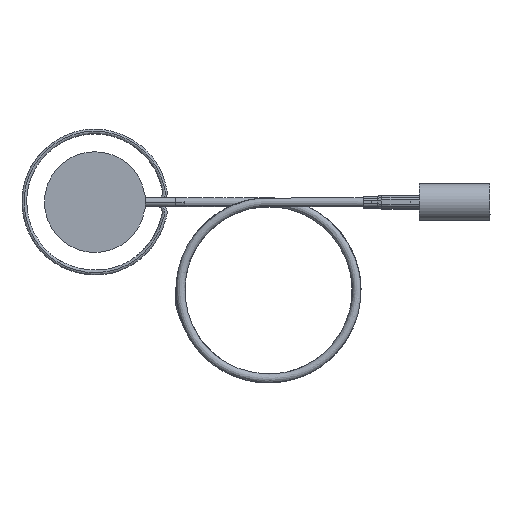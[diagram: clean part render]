
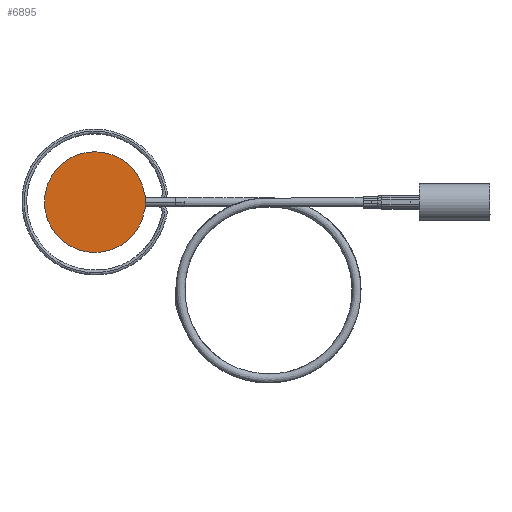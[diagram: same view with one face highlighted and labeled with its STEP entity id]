
A CAD part, front view. The second image highlights one B-rep face of the part: STEP entity #6895.
In plain terms, the highlighted planar face has unit normal (0, -1, 0).
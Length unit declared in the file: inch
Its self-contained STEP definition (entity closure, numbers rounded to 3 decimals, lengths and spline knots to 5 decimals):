
#247 = DIRECTION ( 'NONE',  ( 0., 0., 1. ) ) ;
#298 = CARTESIAN_POINT ( 'NONE',  ( 0.56239, 0., -0.098 ) ) ;
#368 = LINE ( 'NONE', #16084, #22827 ) ;
#2007 = CARTESIAN_POINT ( 'NONE',  ( 0., 0., 0. ) ) ;
#2961 = AXIS2_PLACEMENT_3D ( 'NONE', #20791, #9315, #25052 ) ;
#3706 = LINE ( 'NONE', #21055, #8653 ) ;
#4176 = CARTESIAN_POINT ( 'NONE',  ( 0., 0., -0.57087 ) ) ;
#4860 = EDGE_CURVE ( 'NONE', #24779, #24671, #13818, .T. ) ;
#6895 = ADVANCED_FACE ( 'NONE', ( #14367 ), #23714, .F. ) ;
#7567 = AXIS2_PLACEMENT_3D ( 'NONE', #2007, #21637, #9709 ) ;
#8383 = CARTESIAN_POINT ( 'NONE',  ( 0.56659, 0., -0.098 ) ) ;
#8653 = VECTOR ( 'NONE', #9228, 39.37008 ) ;
#8971 = EDGE_CURVE ( 'NONE', #24671, #18029, #16158, .T. ) ;
#9228 = DIRECTION ( 'NONE',  ( 1., 0., 0. ) ) ;
#9315 = DIRECTION ( 'NONE',  ( 0., 1., 0. ) ) ;
#9709 = DIRECTION ( 'NONE',  ( 0., 0., 1. ) ) ;
#11455 = EDGE_CURVE ( 'NONE', #24779, #22638, #368, .T. ) ;
#11683 = EDGE_LOOP ( 'NONE', ( #21897, #13579, #12130, #23793, #20768, #21097 ) ) ;
#12130 = ORIENTED_EDGE ( 'NONE', *, *, #21306, .F. ) ;
#12957 = DIRECTION ( 'NONE',  ( 0., 1., 0. ) ) ;
#13579 = ORIENTED_EDGE ( 'NONE', *, *, #17587, .F. ) ;
#13705 = VERTEX_POINT ( 'NONE', #15228 ) ;
#13818 = CIRCLE ( 'NONE', #14082, 0.57087 ) ;
#14082 = AXIS2_PLACEMENT_3D ( 'NONE', #23769, #19952, #20035 ) ;
#14367 = FACE_OUTER_BOUND ( 'NONE', #11683, .T. ) ;
#14687 = DIRECTION ( 'NONE',  ( 0., 0., 1. ) ) ;
#15228 = CARTESIAN_POINT ( 'NONE',  ( 0.56659, 0., 0.098 ) ) ;
#15367 = CARTESIAN_POINT ( 'NONE',  ( 0., 0., 0.57087 ) ) ;
#15988 = DIRECTION ( 'NONE',  ( 1., 0., 0. ) ) ;
#16084 = CARTESIAN_POINT ( 'NONE',  ( 0.225, 0., -0.098 ) ) ;
#16148 = CIRCLE ( 'NONE', #24886, 0.575 ) ;
#16158 = CIRCLE ( 'NONE', #18401, 0.57087 ) ;
#17587 = EDGE_CURVE ( 'NONE', #13705, #22638, #16148, .T. ) ;
#18028 = CARTESIAN_POINT ( 'NONE',  ( 0.56239, 0., 0.098 ) ) ;
#18029 = VERTEX_POINT ( 'NONE', #15367 ) ;
#18401 = AXIS2_PLACEMENT_3D ( 'NONE', #23995, #22004, #247 ) ;
#18626 = CARTESIAN_POINT ( 'NONE',  ( 0., 0., 0. ) ) ;
#19952 = DIRECTION ( 'NONE',  ( 0., 1., 0. ) ) ;
#20035 = DIRECTION ( 'NONE',  ( 0., 0., 1. ) ) ;
#20571 = VERTEX_POINT ( 'NONE', #18028 ) ;
#20768 = ORIENTED_EDGE ( 'NONE', *, *, #8971, .F. ) ;
#20791 = CARTESIAN_POINT ( 'NONE',  ( 0., 0., 0. ) ) ;
#21055 = CARTESIAN_POINT ( 'NONE',  ( 0.225, 0., 0.098 ) ) ;
#21097 = ORIENTED_EDGE ( 'NONE', *, *, #4860, .F. ) ;
#21306 = EDGE_CURVE ( 'NONE', #20571, #13705, #3706, .T. ) ;
#21423 = EDGE_CURVE ( 'NONE', #18029, #20571, #24034, .T. ) ;
#21637 = DIRECTION ( 'NONE',  ( 0., 1., 0. ) ) ;
#21897 = ORIENTED_EDGE ( 'NONE', *, *, #11455, .T. ) ;
#22004 = DIRECTION ( 'NONE',  ( 0., 1., 0. ) ) ;
#22638 = VERTEX_POINT ( 'NONE', #8383 ) ;
#22827 = VECTOR ( 'NONE', #15988, 39.37008 ) ;
#23714 = PLANE ( 'NONE',  #7567 ) ;
#23769 = CARTESIAN_POINT ( 'NONE',  ( 0., 0., 0. ) ) ;
#23793 = ORIENTED_EDGE ( 'NONE', *, *, #21423, .F. ) ;
#23995 = CARTESIAN_POINT ( 'NONE',  ( 0., 0., 0. ) ) ;
#24034 = CIRCLE ( 'NONE', #2961, 0.57087 ) ;
#24671 = VERTEX_POINT ( 'NONE', #4176 ) ;
#24779 = VERTEX_POINT ( 'NONE', #298 ) ;
#24886 = AXIS2_PLACEMENT_3D ( 'NONE', #18626, #12957, #14687 ) ;
#25052 = DIRECTION ( 'NONE',  ( 0., 0., 1. ) ) ;
